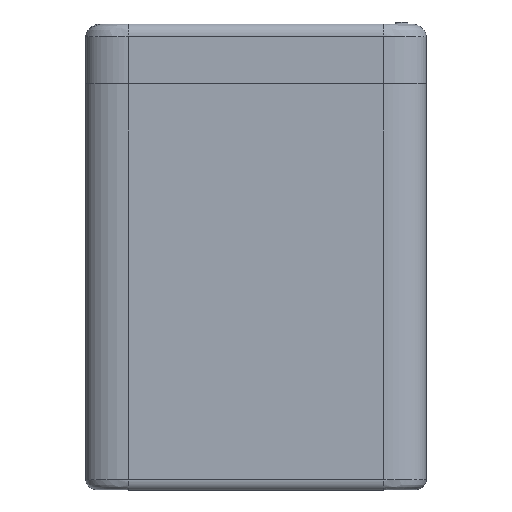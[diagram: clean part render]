
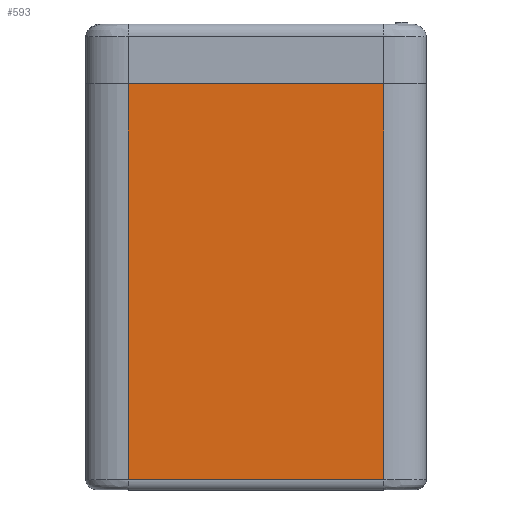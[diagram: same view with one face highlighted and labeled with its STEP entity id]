
A CAD part, top view. The second image highlights one B-rep face of the part: STEP entity #593.
In plain terms, the highlighted planar face has unit normal (0, 0, 1).
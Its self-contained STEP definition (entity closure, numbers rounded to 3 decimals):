
#21=PLANE('',#660);
#41=LINE('',#1161,#83);
#45=LINE('',#1259,#87);
#46=LINE('',#1261,#88);
#47=LINE('',#1262,#89);
#83=VECTOR('',#736,8.);
#87=VECTOR('',#748,6.667);
#88=VECTOR('',#749,8.);
#89=VECTOR('',#750,6.667);
#129=FACE_OUTER_BOUND('',#171,.T.);
#171=EDGE_LOOP('',(#419,#420,#421,#422));
#260=VERTEX_POINT('',#1148);
#262=VERTEX_POINT('',#1159);
#265=VERTEX_POINT('',#1258);
#266=VERTEX_POINT('',#1260);
#318=EDGE_CURVE('',#262,#260,#41,.T.);
#325=EDGE_CURVE('',#265,#262,#45,.T.);
#326=EDGE_CURVE('',#265,#266,#46,.T.);
#327=EDGE_CURVE('',#260,#266,#47,.T.);
#419=ORIENTED_EDGE('',*,*,#318,.F.);
#420=ORIENTED_EDGE('',*,*,#325,.F.);
#421=ORIENTED_EDGE('',*,*,#326,.T.);
#422=ORIENTED_EDGE('',*,*,#327,.F.);
#593=ADVANCED_FACE('',(#129),#21,.T.);
#660=AXIS2_PLACEMENT_3D('',#1257,#746,#747);
#736=DIRECTION('',(-1.,0.,0.));
#746=DIRECTION('center_axis',(0.,0.,1.));
#747=DIRECTION('ref_axis',(1.,0.,0.));
#748=DIRECTION('',(0.,-1.,0.));
#749=DIRECTION('',(-1.,0.,0.));
#750=DIRECTION('',(0.,1.,0.));
#1148=CARTESIAN_POINT('',(-6.3,-7.,7.375));
#1159=CARTESIAN_POINT('',(10.5,-7.,7.375));
#1161=CARTESIAN_POINT('',(-3.5,-7.,7.375));
#1257=CARTESIAN_POINT('Origin',(2.1,5.695,7.375));
#1258=CARTESIAN_POINT('',(10.5,19.057,7.375));
#1259=CARTESIAN_POINT('',(10.5,-0.986,7.375));
#1260=CARTESIAN_POINT('',(-6.3,19.057,7.375));
#1261=CARTESIAN_POINT('',(-9.1,19.057,7.375));
#1262=CARTESIAN_POINT('',(-6.3,12.376,7.375));
